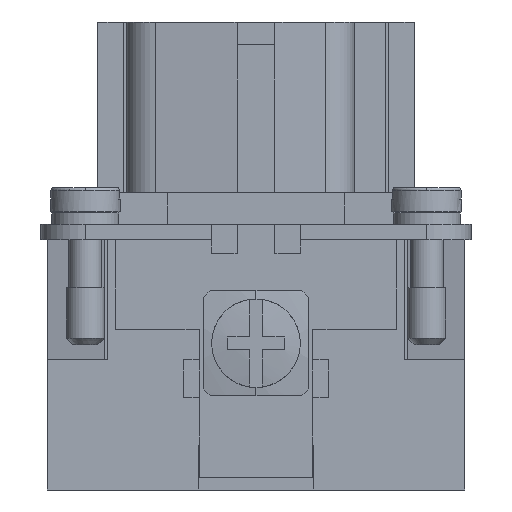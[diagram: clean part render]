
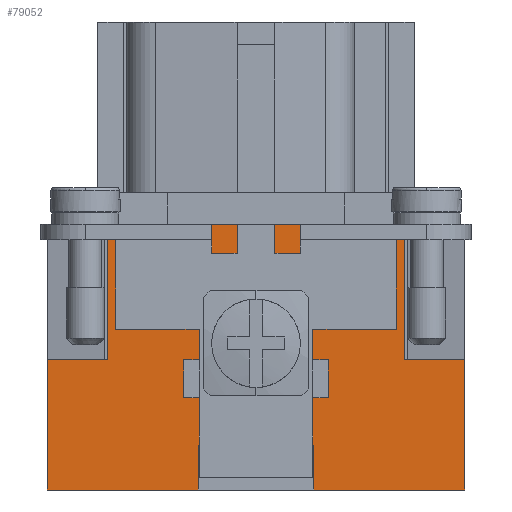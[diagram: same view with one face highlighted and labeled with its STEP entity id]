
A CAD part, left-side view. The second image highlights one B-rep face of the part: STEP entity #79052.
In plain terms, the highlighted planar face has unit normal (-1, 0, 0).
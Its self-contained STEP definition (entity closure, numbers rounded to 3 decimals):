
#58727=CARTESIAN_POINT('',(-45.0,16.5,0.0));
#58728=VERTEX_POINT('',#58727);
#58735=CARTESIAN_POINT('',(-45.0,16.5,10.3));
#58736=VERTEX_POINT('',#58735);
#58737=CARTESIAN_POINT('',(-45.0,16.5,0.0));
#58738=DIRECTION('',(0.0,0.0,1.0));
#58739=VECTOR('',#58738,10.3);
#58740=LINE('',#58737,#58739);
#58741=EDGE_CURVE('',#58728,#58736,#58740,.T.);
#59210=CARTESIAN_POINT('',(-45.0,-16.5,10.3));
#59211=VERTEX_POINT('',#59210);
#59218=CARTESIAN_POINT('',(-45.0,-16.5,0.0));
#59219=VERTEX_POINT('',#59218);
#59220=CARTESIAN_POINT('',(-45.0,-16.5,0.0));
#59221=DIRECTION('',(0.0,0.0,1.0));
#59222=VECTOR('',#59221,10.3);
#59223=LINE('',#59220,#59222);
#59224=EDGE_CURVE('',#59219,#59211,#59223,.T.);
#71253=CARTESIAN_POINT('',(-45.0,11.75,21.0));
#71254=VERTEX_POINT('',#71253);
#71261=CARTESIAN_POINT('',(-45.0,-11.75,21.0));
#71262=VERTEX_POINT('',#71261);
#71263=CARTESIAN_POINT('',(-45.0,-11.75,21.0));
#71264=DIRECTION('',(0.0,1.0,0.0));
#71265=VECTOR('',#71264,23.5);
#71266=LINE('',#71263,#71265);
#71267=EDGE_CURVE('',#71262,#71254,#71266,.T.);
#78648=CARTESIAN_POINT('',(-45.0,11.75,10.3));
#78649=VERTEX_POINT('',#78648);
#78658=CARTESIAN_POINT('',(-45.0,11.75,21.0));
#78659=DIRECTION('',(0.0,0.0,-1.0));
#78660=VECTOR('',#78659,10.7);
#78661=LINE('',#78658,#78660);
#78662=EDGE_CURVE('',#71254,#78649,#78661,.T.);
#78697=CARTESIAN_POINT('',(-45.0,11.75,10.3));
#78698=DIRECTION('',(0.0,1.0,0.0));
#78699=VECTOR('',#78698,4.75);
#78700=LINE('',#78697,#78699);
#78701=EDGE_CURVE('',#78649,#58736,#78700,.T.);
#78889=CARTESIAN_POINT('',(-45.0,-11.75,10.3));
#78890=VERTEX_POINT('',#78889);
#78899=CARTESIAN_POINT('',(-45.0,-11.75,10.3));
#78900=DIRECTION('',(0.0,0.0,1.0));
#78901=VECTOR('',#78900,10.7);
#78902=LINE('',#78899,#78901);
#78903=EDGE_CURVE('',#78890,#71262,#78902,.T.);
#78913=CARTESIAN_POINT('',(-45.0,-16.5,10.3));
#78914=DIRECTION('',(0.0,1.0,0.0));
#78915=VECTOR('',#78914,4.75);
#78916=LINE('',#78913,#78915);
#78917=EDGE_CURVE('',#59211,#78890,#78916,.T.);
#79000=CARTESIAN_POINT('',(-45.0,-16.5,0.0));
#79001=DIRECTION('',(-1.0,0.0,0.0));
#79002=DIRECTION('',(0.0,0.0,1.0));
#79003=AXIS2_PLACEMENT_3D('',#79000,#79001,#79002);
#79004=PLANE('',#79003);
#79005=ORIENTED_EDGE('',*,*,#78662,.T.);
#79006=ORIENTED_EDGE('',*,*,#78701,.T.);
#79007=ORIENTED_EDGE('',*,*,#58741,.F.);
#79008=CARTESIAN_POINT('',(-45.0,4.55,0.0));
#79009=VERTEX_POINT('',#79008);
#79010=CARTESIAN_POINT('',(-45.0,4.55,0.0));
#79011=DIRECTION('',(0.0,1.0,0.0));
#79012=VECTOR('',#79011,11.95);
#79013=LINE('',#79010,#79012);
#79014=EDGE_CURVE('',#79009,#58728,#79013,.T.);
#79015=ORIENTED_EDGE('',*,*,#79014,.F.);
#79016=CARTESIAN_POINT('',(-45.0,4.55,3.5));
#79017=VERTEX_POINT('',#79016);
#79018=CARTESIAN_POINT('',(-45.0,4.55,0.0));
#79019=DIRECTION('',(0.0,0.0,1.0));
#79020=VECTOR('',#79019,3.5);
#79021=LINE('',#79018,#79020);
#79022=EDGE_CURVE('',#79009,#79017,#79021,.T.);
#79023=ORIENTED_EDGE('',*,*,#79022,.T.);
#79024=CARTESIAN_POINT('',(-45.0,-4.55,3.5));
#79025=VERTEX_POINT('',#79024);
#79026=CARTESIAN_POINT('',(-45.0,4.55,3.5));
#79027=DIRECTION('',(0.0,-1.0,0.0));
#79028=VECTOR('',#79027,9.1);
#79029=LINE('',#79026,#79028);
#79030=EDGE_CURVE('',#79017,#79025,#79029,.T.);
#79031=ORIENTED_EDGE('',*,*,#79030,.T.);
#79032=CARTESIAN_POINT('',(-45.0,-4.55,0.0));
#79033=VERTEX_POINT('',#79032);
#79034=CARTESIAN_POINT('',(-45.0,-4.55,3.5));
#79035=DIRECTION('',(0.0,0.0,-1.0));
#79036=VECTOR('',#79035,3.5);
#79037=LINE('',#79034,#79036);
#79038=EDGE_CURVE('',#79025,#79033,#79037,.T.);
#79039=ORIENTED_EDGE('',*,*,#79038,.T.);
#79040=CARTESIAN_POINT('',(-45.0,-16.5,0.0));
#79041=DIRECTION('',(0.0,1.0,0.0));
#79042=VECTOR('',#79041,11.95);
#79043=LINE('',#79040,#79042);
#79044=EDGE_CURVE('',#59219,#79033,#79043,.T.);
#79045=ORIENTED_EDGE('',*,*,#79044,.F.);
#79046=ORIENTED_EDGE('',*,*,#59224,.T.);
#79047=ORIENTED_EDGE('',*,*,#78917,.T.);
#79048=ORIENTED_EDGE('',*,*,#78903,.T.);
#79049=ORIENTED_EDGE('',*,*,#71267,.T.);
#79050=EDGE_LOOP('',(#79005,#79006,#79007,#79015,#79023,#79031,#79039,#79045,#79046,#79047,#79048,#79049));
#79051=FACE_OUTER_BOUND('',#79050,.T.);
#79052=ADVANCED_FACE('',(#79051),#79004,.T.);
